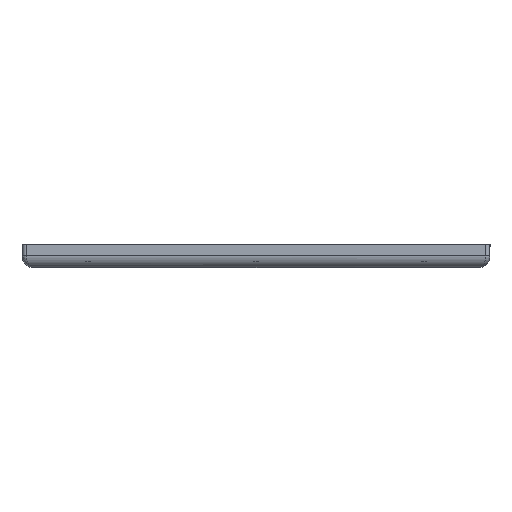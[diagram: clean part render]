
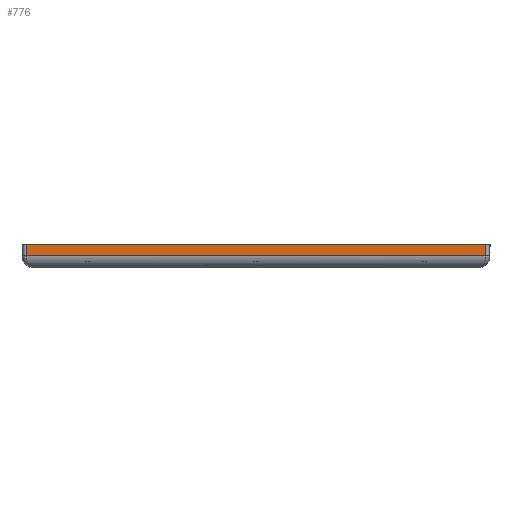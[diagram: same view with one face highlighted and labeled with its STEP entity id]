
A CAD part, left-side view. The second image highlights one B-rep face of the part: STEP entity #776.
In plain terms, the highlighted planar face has unit normal (-1, 0, 0).
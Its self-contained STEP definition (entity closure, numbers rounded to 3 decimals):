
#35=PLANE('',#843);
#71=LINE('',#1236,#114);
#73=LINE('',#1240,#116);
#75=LINE('',#1256,#118);
#76=LINE('',#1257,#119);
#114=VECTOR('',#953,10.);
#116=VECTOR('',#957,10.);
#118=VECTOR('',#965,10.);
#119=VECTOR('',#966,10.);
#185=FACE_OUTER_BOUND('',#244,.T.);
#244=EDGE_LOOP('',(#558,#559,#560,#561));
#371=VERTEX_POINT('',#1227);
#374=VERTEX_POINT('',#1234);
#375=VERTEX_POINT('',#1239);
#379=VERTEX_POINT('',#1255);
#440=EDGE_CURVE('',#374,#371,#71,.T.);
#442=EDGE_CURVE('',#371,#375,#73,.T.);
#447=EDGE_CURVE('',#374,#379,#75,.T.);
#448=EDGE_CURVE('',#375,#379,#76,.T.);
#558=ORIENTED_EDGE('',*,*,#440,.F.);
#559=ORIENTED_EDGE('',*,*,#447,.T.);
#560=ORIENTED_EDGE('',*,*,#448,.F.);
#561=ORIENTED_EDGE('',*,*,#442,.F.);
#776=ADVANCED_FACE('',(#185),#35,.T.);
#843=AXIS2_PLACEMENT_3D('',#1254,#963,#964);
#953=DIRECTION('',(0.,0.,-1.));
#957=DIRECTION('',(0.,1.,0.));
#963=DIRECTION('center_axis',(-1.,0.,0.));
#964=DIRECTION('ref_axis',(0.,1.,0.));
#965=DIRECTION('',(0.,1.,0.));
#966=DIRECTION('',(0.,0.,1.));
#1227=CARTESIAN_POINT('',(-6.,-6.27,-9.431));
#1234=CARTESIAN_POINT('',(-6.,-6.27,-6.731));
#1236=CARTESIAN_POINT('',(-6.,-6.27,-6.731));
#1239=CARTESIAN_POINT('',(-6.,103.171,-9.431));
#1240=CARTESIAN_POINT('',(-6.,22.09,-9.431));
#1254=CARTESIAN_POINT('Origin',(-6.,-4.27,-6.731));
#1255=CARTESIAN_POINT('',(-6.,103.171,-6.731));
#1256=CARTESIAN_POINT('',(-6.,-4.27,-6.731));
#1257=CARTESIAN_POINT('',(-6.,103.171,-6.731));
